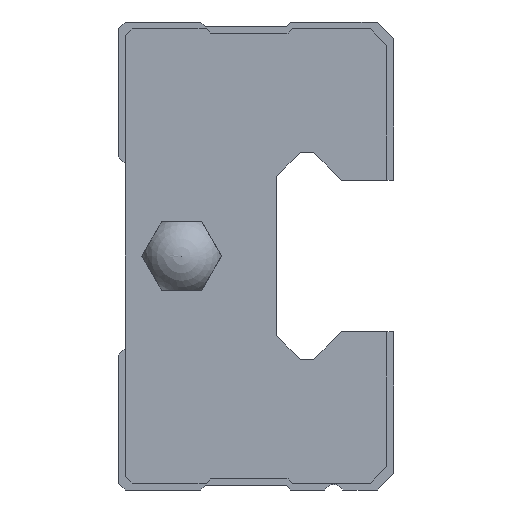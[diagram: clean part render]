
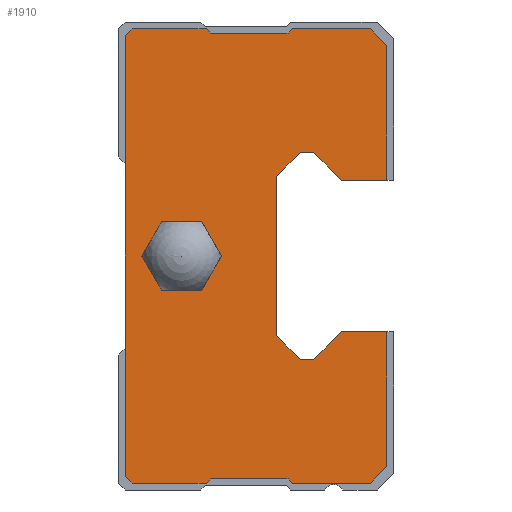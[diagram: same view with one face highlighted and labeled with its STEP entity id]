
A CAD part, left-side view. The second image highlights one B-rep face of the part: STEP entity #1910.
In plain terms, the highlighted planar face has unit normal (-1, 0, 0).
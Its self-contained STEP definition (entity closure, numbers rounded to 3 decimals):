
#483=ORIENTED_EDGE('',*,*,#777,.F.);
#484=ORIENTED_EDGE('',*,*,#808,.F.);
#485=ORIENTED_EDGE('',*,*,#806,.F.);
#486=ORIENTED_EDGE('',*,*,#804,.F.);
#487=ORIENTED_EDGE('',*,*,#802,.F.);
#488=ORIENTED_EDGE('',*,*,#800,.F.);
#489=ORIENTED_EDGE('',*,*,#798,.F.);
#490=ORIENTED_EDGE('',*,*,#796,.F.);
#491=ORIENTED_EDGE('',*,*,#794,.F.);
#492=ORIENTED_EDGE('',*,*,#792,.F.);
#493=ORIENTED_EDGE('',*,*,#692,.F.);
#494=ORIENTED_EDGE('',*,*,#689,.F.);
#495=ORIENTED_EDGE('',*,*,#686,.F.);
#496=ORIENTED_EDGE('',*,*,#683,.F.);
#497=ORIENTED_EDGE('',*,*,#680,.F.);
#498=ORIENTED_EDGE('',*,*,#677,.F.);
#499=ORIENTED_EDGE('',*,*,#674,.F.);
#500=ORIENTED_EDGE('',*,*,#671,.F.);
#501=ORIENTED_EDGE('',*,*,#667,.F.);
#502=ORIENTED_EDGE('',*,*,#791,.F.);
#503=ORIENTED_EDGE('',*,*,#789,.F.);
#504=ORIENTED_EDGE('',*,*,#787,.F.);
#505=ORIENTED_EDGE('',*,*,#785,.F.);
#506=ORIENTED_EDGE('',*,*,#783,.F.);
#507=ORIENTED_EDGE('',*,*,#781,.F.);
#508=ORIENTED_EDGE('',*,*,#779,.F.);
#509=ORIENTED_EDGE('',*,*,#809,.T.);
#510=ORIENTED_EDGE('',*,*,#810,.T.);
#511=ORIENTED_EDGE('',*,*,#811,.T.);
#512=ORIENTED_EDGE('',*,*,#812,.T.);
#513=ORIENTED_EDGE('',*,*,#813,.T.);
#514=ORIENTED_EDGE('',*,*,#814,.T.);
#667=EDGE_CURVE('',#920,#921,#1104,.T.);
#671=EDGE_CURVE('',#921,#924,#1108,.T.);
#674=EDGE_CURVE('',#924,#926,#1111,.T.);
#677=EDGE_CURVE('',#926,#928,#1114,.T.);
#680=EDGE_CURVE('',#928,#930,#1117,.T.);
#683=EDGE_CURVE('',#930,#932,#1120,.T.);
#686=EDGE_CURVE('',#932,#934,#1123,.T.);
#689=EDGE_CURVE('',#934,#936,#1126,.T.);
#692=EDGE_CURVE('',#936,#938,#1129,.T.);
#777=EDGE_CURVE('',#983,#984,#1201,.T.);
#779=EDGE_CURVE('',#984,#985,#1203,.T.);
#781=EDGE_CURVE('',#985,#986,#1205,.T.);
#783=EDGE_CURVE('',#986,#987,#1207,.T.);
#785=EDGE_CURVE('',#987,#988,#1209,.T.);
#787=EDGE_CURVE('',#988,#989,#1211,.T.);
#789=EDGE_CURVE('',#989,#990,#1213,.T.);
#791=EDGE_CURVE('',#990,#920,#1215,.T.);
#792=EDGE_CURVE('',#938,#991,#1216,.T.);
#794=EDGE_CURVE('',#991,#992,#1218,.T.);
#796=EDGE_CURVE('',#992,#993,#1220,.T.);
#798=EDGE_CURVE('',#993,#994,#1222,.T.);
#800=EDGE_CURVE('',#994,#995,#1224,.T.);
#802=EDGE_CURVE('',#995,#996,#1226,.T.);
#804=EDGE_CURVE('',#996,#997,#1228,.T.);
#806=EDGE_CURVE('',#997,#998,#1230,.T.);
#808=EDGE_CURVE('',#998,#983,#1232,.T.);
#809=EDGE_CURVE('',#999,#1000,#1233,.T.);
#810=EDGE_CURVE('',#1000,#1001,#1234,.T.);
#811=EDGE_CURVE('',#1001,#1002,#1235,.T.);
#812=EDGE_CURVE('',#1002,#1003,#1236,.T.);
#813=EDGE_CURVE('',#1003,#1004,#1237,.T.);
#814=EDGE_CURVE('',#1004,#999,#1238,.T.);
#920=VERTEX_POINT('',#2738);
#921=VERTEX_POINT('',#2740);
#924=VERTEX_POINT('',#2748);
#926=VERTEX_POINT('',#2754);
#928=VERTEX_POINT('',#2760);
#930=VERTEX_POINT('',#2766);
#932=VERTEX_POINT('',#2772);
#934=VERTEX_POINT('',#2778);
#936=VERTEX_POINT('',#2784);
#938=VERTEX_POINT('',#2790);
#983=VERTEX_POINT('',#2968);
#984=VERTEX_POINT('',#2970);
#985=VERTEX_POINT('',#2974);
#986=VERTEX_POINT('',#2978);
#987=VERTEX_POINT('',#2982);
#988=VERTEX_POINT('',#2986);
#989=VERTEX_POINT('',#2990);
#990=VERTEX_POINT('',#2994);
#991=VERTEX_POINT('',#3000);
#992=VERTEX_POINT('',#3004);
#993=VERTEX_POINT('',#3008);
#994=VERTEX_POINT('',#3012);
#995=VERTEX_POINT('',#3016);
#996=VERTEX_POINT('',#3020);
#997=VERTEX_POINT('',#3024);
#998=VERTEX_POINT('',#3028);
#999=VERTEX_POINT('',#3034);
#1000=VERTEX_POINT('',#3035);
#1001=VERTEX_POINT('',#3037);
#1002=VERTEX_POINT('',#3039);
#1003=VERTEX_POINT('',#3041);
#1004=VERTEX_POINT('',#3043);
#1104=LINE('',#2739,#1344);
#1108=LINE('',#2747,#1348);
#1111=LINE('',#2753,#1351);
#1114=LINE('',#2759,#1354);
#1117=LINE('',#2765,#1357);
#1120=LINE('',#2771,#1360);
#1123=LINE('',#2777,#1363);
#1126=LINE('',#2783,#1366);
#1129=LINE('',#2789,#1369);
#1201=LINE('',#2969,#1441);
#1203=LINE('',#2973,#1443);
#1205=LINE('',#2977,#1445);
#1207=LINE('',#2981,#1447);
#1209=LINE('',#2985,#1449);
#1211=LINE('',#2989,#1451);
#1213=LINE('',#2993,#1453);
#1215=LINE('',#2997,#1455);
#1216=LINE('',#2999,#1456);
#1218=LINE('',#3003,#1458);
#1220=LINE('',#3007,#1460);
#1222=LINE('',#3011,#1462);
#1224=LINE('',#3015,#1464);
#1226=LINE('',#3019,#1466);
#1228=LINE('',#3023,#1468);
#1230=LINE('',#3027,#1470);
#1232=LINE('',#3031,#1472);
#1233=LINE('',#3033,#1473);
#1234=LINE('',#3036,#1474);
#1235=LINE('',#3038,#1475);
#1236=LINE('',#3040,#1476);
#1237=LINE('',#3042,#1477);
#1238=LINE('',#3044,#1478);
#1344=VECTOR('',#2184,1000.);
#1348=VECTOR('',#2190,1000.);
#1351=VECTOR('',#2195,1000.);
#1354=VECTOR('',#2200,1000.);
#1357=VECTOR('',#2205,1000.);
#1360=VECTOR('',#2210,1000.);
#1363=VECTOR('',#2215,1000.);
#1366=VECTOR('',#2220,1000.);
#1369=VECTOR('',#2225,1000.);
#1441=VECTOR('',#2421,1000.);
#1443=VECTOR('',#2425,1000.);
#1445=VECTOR('',#2429,1000.);
#1447=VECTOR('',#2433,1000.);
#1449=VECTOR('',#2437,1000.);
#1451=VECTOR('',#2441,1000.);
#1453=VECTOR('',#2445,1000.);
#1455=VECTOR('',#2449,1000.);
#1456=VECTOR('',#2452,1000.);
#1458=VECTOR('',#2456,1000.);
#1460=VECTOR('',#2460,1000.);
#1462=VECTOR('',#2464,1000.);
#1464=VECTOR('',#2468,1000.);
#1466=VECTOR('',#2472,1000.);
#1468=VECTOR('',#2476,1000.);
#1470=VECTOR('',#2480,1000.);
#1472=VECTOR('',#2484,1000.);
#1473=VECTOR('',#2487,1000.);
#1474=VECTOR('',#2488,1000.);
#1475=VECTOR('',#2489,1000.);
#1476=VECTOR('',#2490,1000.);
#1477=VECTOR('',#2491,1000.);
#1478=VECTOR('',#2492,1000.);
#1597=EDGE_LOOP('',(#483,#484,#485,#486,#487,#488,#489,#490,#491,#492,#493,
#494,#495,#496,#497,#498,#499,#500,#501,#502,#503,#504,#505,#506,#507,#508));
#1598=EDGE_LOOP('',(#509,#510,#511,#512,#513,#514));
#1715=FACE_BOUND('',#1597,.T.);
#1716=FACE_BOUND('',#1598,.T.);
#1810=PLANE('',#2041);
#1910=ADVANCED_FACE('',(#1715,#1716),#1810,.F.);
#2041=AXIS2_PLACEMENT_3D('',#3032,#2485,#2486);
#2184=DIRECTION('',(0.,1.,0.));
#2190=DIRECTION('',(0.,0.707,0.707));
#2195=DIRECTION('',(0.,1.,0.));
#2200=DIRECTION('',(0.,0.711,-0.703));
#2205=DIRECTION('',(0.,0.,-1.));
#2210=DIRECTION('',(0.,-0.711,-0.703));
#2215=DIRECTION('',(0.,-1.,0.));
#2220=DIRECTION('',(0.,-0.707,0.707));
#2225=DIRECTION('',(0.,-1.,0.));
#2421=DIRECTION('',(0.,-0.707,0.707));
#2425=DIRECTION('',(0.,-1.,0.));
#2429=DIRECTION('',(0.,-0.707,-0.707));
#2433=DIRECTION('',(0.,-1.,0.));
#2437=DIRECTION('',(0.,-0.707,0.707));
#2441=DIRECTION('',(0.,-1.,0.));
#2445=DIRECTION('',(0.,-0.707,-0.707));
#2449=DIRECTION('',(0.,0.,-1.));
#2452=DIRECTION('',(0.,0.,-1.));
#2456=DIRECTION('',(0.,0.707,-0.707));
#2460=DIRECTION('',(0.,1.,0.));
#2464=DIRECTION('',(0.,0.707,0.707));
#2468=DIRECTION('',(0.,1.,0.));
#2472=DIRECTION('',(0.,0.707,-0.707));
#2476=DIRECTION('',(0.,1.,0.));
#2480=DIRECTION('',(0.,0.707,0.707));
#2484=DIRECTION('',(0.,0.,1.));
#2485=DIRECTION('',(1.,0.,0.));
#2486=DIRECTION('',(0.,0.,-1.));
#2487=DIRECTION('',(0.,1.,0.));
#2488=DIRECTION('',(0.,0.5,0.866));
#2489=DIRECTION('',(0.,-0.5,0.866));
#2490=DIRECTION('',(0.,-1.,0.));
#2491=DIRECTION('',(0.,-0.5,-0.866));
#2492=DIRECTION('',(0.,0.5,-0.866));
#2738=CARTESIAN_POINT('',(-28.6,-19.5,5.5));
#2739=CARTESIAN_POINT('',(-28.6,-19.5,5.5));
#2740=CARTESIAN_POINT('',(-28.6,-16.2,5.5));
#2747=CARTESIAN_POINT('',(-28.6,-16.2,5.5));
#2748=CARTESIAN_POINT('',(-28.6,-14.2,7.5));
#2753=CARTESIAN_POINT('',(-28.6,-14.2,7.5));
#2754=CARTESIAN_POINT('',(-28.6,-13.22,7.5));
#2759=CARTESIAN_POINT('',(-28.6,-13.22,7.5));
#2760=CARTESIAN_POINT('',(-28.6,-11.5,5.8));
#2765=CARTESIAN_POINT('',(-28.6,-11.5,5.8));
#2766=CARTESIAN_POINT('',(-28.6,-11.5,-5.8));
#2771=CARTESIAN_POINT('',(-28.6,-11.5,-5.8));
#2772=CARTESIAN_POINT('',(-28.6,-13.22,-7.5));
#2777=CARTESIAN_POINT('',(-28.6,-13.22,-7.5));
#2778=CARTESIAN_POINT('',(-28.6,-14.2,-7.5));
#2783=CARTESIAN_POINT('',(-28.6,-14.2,-7.5));
#2784=CARTESIAN_POINT('',(-28.6,-16.2,-5.5));
#2789=CARTESIAN_POINT('',(-28.6,-16.2,-5.5));
#2790=CARTESIAN_POINT('',(-28.6,-19.5,-5.5));
#2968=CARTESIAN_POINT('',(-28.6,-0.5,16.));
#2969=CARTESIAN_POINT('',(-28.6,-0.5,16.));
#2970=CARTESIAN_POINT('',(-28.6,-1.,16.5));
#2973=CARTESIAN_POINT('',(-28.6,-1.,16.5));
#2974=CARTESIAN_POINT('',(-28.6,-6.375,16.5));
#2977=CARTESIAN_POINT('',(-28.6,-6.375,16.5));
#2978=CARTESIAN_POINT('',(-28.6,-6.675,16.2));
#2981=CARTESIAN_POINT('',(-28.6,-6.675,16.2));
#2982=CARTESIAN_POINT('',(-28.6,-12.325,16.2));
#2985=CARTESIAN_POINT('',(-28.6,-12.325,16.2));
#2986=CARTESIAN_POINT('',(-28.6,-12.625,16.5));
#2989=CARTESIAN_POINT('',(-28.6,-12.625,16.5));
#2990=CARTESIAN_POINT('',(-28.6,-18.3,16.5));
#2993=CARTESIAN_POINT('',(-28.6,-18.3,16.5));
#2994=CARTESIAN_POINT('',(-28.6,-19.5,15.3));
#2997=CARTESIAN_POINT('',(-28.6,-19.5,15.3));
#2999=CARTESIAN_POINT('',(-28.6,-19.5,-5.5));
#3000=CARTESIAN_POINT('',(-28.6,-19.5,-15.3));
#3003=CARTESIAN_POINT('',(-28.6,-19.5,-15.3));
#3004=CARTESIAN_POINT('',(-28.6,-18.3,-16.5));
#3007=CARTESIAN_POINT('',(-28.6,-18.3,-16.5));
#3008=CARTESIAN_POINT('',(-28.6,-12.625,-16.5));
#3011=CARTESIAN_POINT('',(-28.6,-12.625,-16.5));
#3012=CARTESIAN_POINT('',(-28.6,-12.325,-16.2));
#3015=CARTESIAN_POINT('',(-28.6,-12.325,-16.2));
#3016=CARTESIAN_POINT('',(-28.6,-6.675,-16.2));
#3019=CARTESIAN_POINT('',(-28.6,-6.675,-16.2));
#3020=CARTESIAN_POINT('',(-28.6,-6.375,-16.5));
#3023=CARTESIAN_POINT('',(-28.6,-6.375,-16.5));
#3024=CARTESIAN_POINT('',(-28.6,-1.,-16.5));
#3027=CARTESIAN_POINT('',(-28.6,-1.,-16.5));
#3028=CARTESIAN_POINT('',(-28.6,-0.5,-16.));
#3031=CARTESIAN_POINT('',(-28.6,-0.5,-16.));
#3032=CARTESIAN_POINT('',(-28.6,0.,0.));
#3033=CARTESIAN_POINT('',(-28.6,-6.043,-2.5));
#3034=CARTESIAN_POINT('',(-28.6,-6.043,-2.5));
#3035=CARTESIAN_POINT('',(-28.6,-3.157,-2.5));
#3036=CARTESIAN_POINT('',(-28.6,-3.157,-2.5));
#3037=CARTESIAN_POINT('',(-28.6,-1.713,0.));
#3038=CARTESIAN_POINT('',(-28.6,-1.713,0.));
#3039=CARTESIAN_POINT('',(-28.6,-3.157,2.5));
#3040=CARTESIAN_POINT('',(-28.6,-3.157,2.5));
#3041=CARTESIAN_POINT('',(-28.6,-6.043,2.5));
#3042=CARTESIAN_POINT('',(-28.6,-6.043,2.5));
#3043=CARTESIAN_POINT('',(-28.6,-7.487,0.));
#3044=CARTESIAN_POINT('',(-28.6,-7.487,0.));
